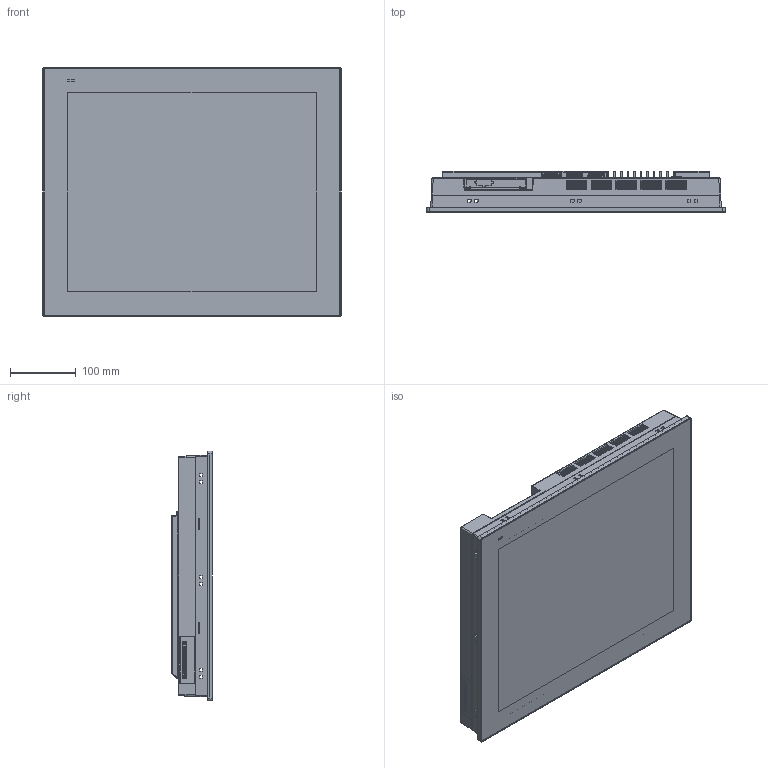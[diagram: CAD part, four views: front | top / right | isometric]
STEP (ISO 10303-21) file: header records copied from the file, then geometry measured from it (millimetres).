
FILE_DESCRIPTION (( 'STEP AP214' ), '1' );
FILE_NAME ('0-PPC-419-EHL.STEP', '2023-07-27T05:35:02', ( '' ), ( '' ), 'SwSTEP 2.0', 'SolidWorks 2022', '' );
FILE_SCHEMA (( 'AUTOMOTIVE_DESIGN' ));
Length unit declared in the file: millimetre
Products named in the file (22): Mask-6191C_預設_預設; 19 ELO_預設_預設; pci-bkt-1_預設_預設; 0-PPC-419-EHL; 1-pci-bkt_預設; 0-PPC-419-EHL(2)_預設; HEATSINK for PPC-400EHL_預設_預設; real cover assy-ppc-3190_預設_預設; Realcover Iron net 2_預設_預設; IO Bracket for PPC-415EHL_預設_預設; MB  Frame assy  for  PPC-419 EHL_預設_預設; 1960002712T010_預設; Realcover Iron net 1_預設_預設; BRACKET-EXP CARD-3150_預設_預設; ASS Front Bezel for PPC-3190C-RE4BE_預設_預設; ADD-ON_PCI-E_Card_預設_預設; Cfast plug_預設_預設; CFast  Module for PPC-3190_預設_預設; MB ASSM for PPC-3170-RE4BE_預設_預設; side IO-3190_預設_預設; realcover-ppc-3190_預設_預設; CFast BKT-3190_預設_預設
Assembly tree (21 placements, depth 7):
  0-PPC-419-EHL
    0-PPC-419-EHL(2)_預設
      ASS Front Bezel for PPC-3190C-RE4BE_預設_預設
        Mask-6191C_預設_預設
        19 ELO_預設_預設
      MB  Frame assy  for  PPC-419 EHL_預設_預設
        MB ASSM for PPC-3170-RE4BE_預設_預設
          ADD-ON_PCI-E_Card_預設_預設
            pci-bkt-1_預設_預設
            1-pci-bkt_預設
          BRACKET-EXP CARD-3150_預設_預設
        side IO-3190_預設_預設
          CFast  Module for PPC-3190_預設_預設
            Cfast plug_預設_預設
              1960002712T010_預設
            CFast BKT-3190_預設_預設
        IO Bracket for PPC-415EHL_預設_預設
        HEATSINK for PPC-400EHL_預設_預設
      real cover assy-ppc-3190_預設_預設
        realcover-ppc-3190_預設_預設
        Realcover Iron net 2_預設_預設
        Realcover Iron net 1_預設_預設
Bounding box: 454 x 62.1 x 379.8 mm (x, y, z)
Volume: 1171656.5 mm3; surface area: 1094588.6 mm2
Topology: 14 solids, 16 shells, 4789 faces, 13505 edges, 8793 vertices
Faces by surface type: plane 2576, cylinder 1630, bspline 447, cone 83, sphere 37, torus 16
Entity records: 186434 total; most frequent: CARTESIAN_POINT 59731, ORIENTED_EDGE 26968, DIRECTION 22562, EDGE_CURVE 13488, VERTEX_POINT 8793, LINE 8360, VECTOR 8360, AXIS2_PLACEMENT_3D 7101
